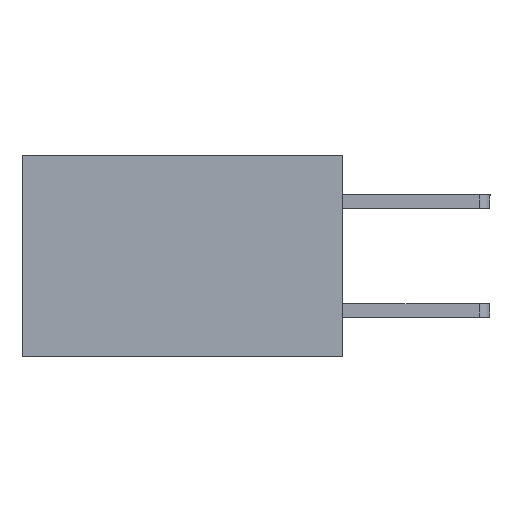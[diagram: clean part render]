
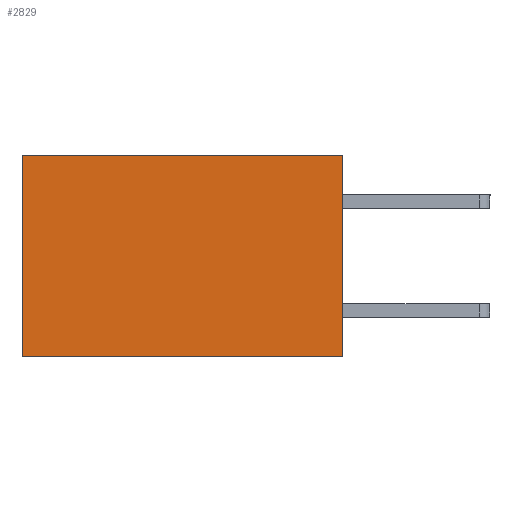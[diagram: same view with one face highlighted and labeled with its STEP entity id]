
A CAD part, left-side view. The second image highlights one B-rep face of the part: STEP entity #2829.
In plain terms, the highlighted planar face has unit normal (-1, 0, 0).
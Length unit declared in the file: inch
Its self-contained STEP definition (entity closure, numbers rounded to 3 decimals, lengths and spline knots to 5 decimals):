
#79 = VECTOR ( 'NONE', #1774, 39.37008 ) ;
#128 = CARTESIAN_POINT ( 'NONE',  ( 0.277, 0., -0.37 ) ) ;
#1058 = DIRECTION ( 'NONE',  ( 0., 1., 0. ) ) ;
#1079 = ORIENTED_EDGE ( 'NONE', *, *, #11242, .T. ) ;
#1125 = VECTOR ( 'NONE', #6683, 39.37008 ) ;
#1583 = LINE ( 'NONE', #12257, #1920 ) ;
#1677 = EDGE_CURVE ( 'NONE', #6380, #3238, #5785, .T. ) ;
#1774 = DIRECTION ( 'NONE',  ( 0., 1., 0. ) ) ;
#1920 = VECTOR ( 'NONE', #5987, 39.37008 ) ;
#2114 = CARTESIAN_POINT ( 'NONE',  ( 0.277, 0., 0. ) ) ;
#2189 = EDGE_LOOP ( 'NONE', ( #11634, #9851, #5252, #1079 ) ) ;
#2829 = ADVANCED_FACE ( 'NONE', ( #11152 ), #5155, .F. ) ;
#3094 = AXIS2_PLACEMENT_3D ( 'NONE', #5192, #4313, #4826 ) ;
#3238 = VERTEX_POINT ( 'NONE', #13182 ) ;
#3334 = CARTESIAN_POINT ( 'NONE',  ( 0.277, 0., -0.37 ) ) ;
#4313 = DIRECTION ( 'NONE',  ( 1., 0., 0. ) ) ;
#4725 = EDGE_CURVE ( 'NONE', #9679, #3238, #6822, .T. ) ;
#4826 = DIRECTION ( 'NONE',  ( 0., 0., -1. ) ) ;
#5155 = PLANE ( 'NONE',  #3094 ) ;
#5192 = CARTESIAN_POINT ( 'NONE',  ( 0.277, 0., -0.37 ) ) ;
#5252 = ORIENTED_EDGE ( 'NONE', *, *, #7423, .F. ) ;
#5785 = LINE ( 'NONE', #128, #79 ) ;
#5987 = DIRECTION ( 'NONE',  ( 0., 0., -1. ) ) ;
#6380 = VERTEX_POINT ( 'NONE', #3334 ) ;
#6464 = CARTESIAN_POINT ( 'NONE',  ( 0.277, 0.59, 0. ) ) ;
#6652 = LINE ( 'NONE', #2114, #8794 ) ;
#6683 = DIRECTION ( 'NONE',  ( 0., 0., -1. ) ) ;
#6822 = LINE ( 'NONE', #10078, #1125 ) ;
#7423 = EDGE_CURVE ( 'NONE', #9635, #6380, #1583, .T. ) ;
#8794 = VECTOR ( 'NONE', #1058, 39.37008 ) ;
#9530 = CARTESIAN_POINT ( 'NONE',  ( 0.277, 0., 0. ) ) ;
#9635 = VERTEX_POINT ( 'NONE', #9530 ) ;
#9679 = VERTEX_POINT ( 'NONE', #6464 ) ;
#9851 = ORIENTED_EDGE ( 'NONE', *, *, #1677, .F. ) ;
#10078 = CARTESIAN_POINT ( 'NONE',  ( 0.277, 0.59, -0.37 ) ) ;
#11152 = FACE_OUTER_BOUND ( 'NONE', #2189, .T. ) ;
#11242 = EDGE_CURVE ( 'NONE', #9635, #9679, #6652, .T. ) ;
#11634 = ORIENTED_EDGE ( 'NONE', *, *, #4725, .T. ) ;
#12257 = CARTESIAN_POINT ( 'NONE',  ( 0.277, 0., -0.37 ) ) ;
#13182 = CARTESIAN_POINT ( 'NONE',  ( 0.277, 0.59, -0.37 ) ) ;
